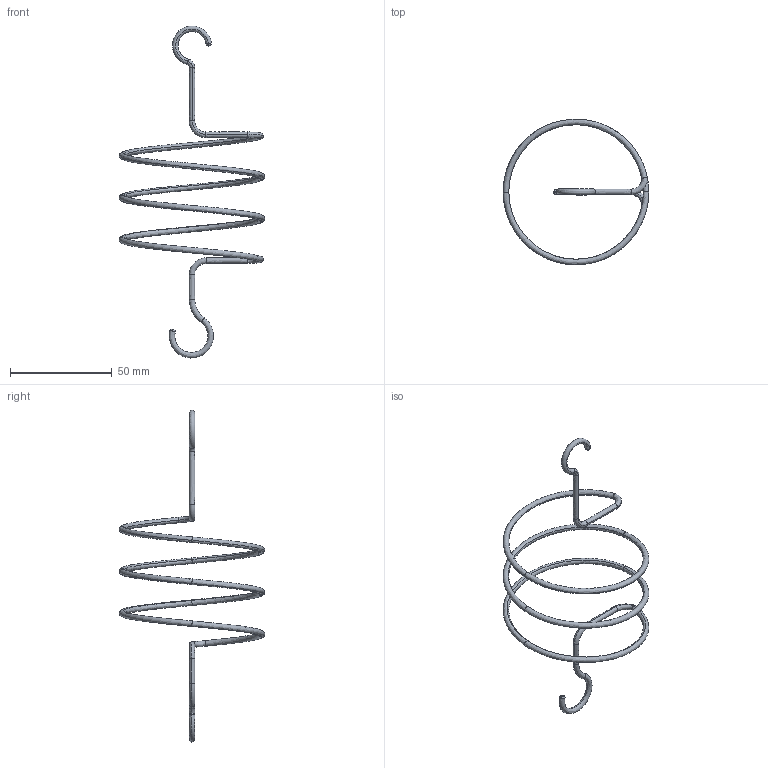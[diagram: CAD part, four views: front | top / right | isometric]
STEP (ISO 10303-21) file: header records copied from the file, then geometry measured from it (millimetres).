
FILE_DESCRIPTION(('FreeCAD Model'),'2;1');
FILE_NAME('Open CASCADE Shape Model','2025-05-29T07:24:57',('FreeCAD'),( 'FreeCAD'),'Open CASCADE STEP processor 7.6','FreeCAD','Unknown');
FILE_SCHEMA(('AUTOMOTIVE_DESIGN { 1 0 10303 214 1 1 1 1 }'));
Length unit declared in the file: millimetre
Products named in the file (1): Open CASCADE STEP translator 7.6 1
Bounding box: 71.59 x 71.57 x 163.35 mm (x, y, z)
Volume: 5084 mm3; surface area: 7394.1 mm2
Topology: 1 solids, 1 shells, 41 faces, 82 edges, 41 vertices
Faces by surface type: bspline 41
Entity records: 3254 total; most frequent: CARTESIAN_POINT 2786, ORIENTED_EDGE 160, EDGE_CURVE 80, B_SPLINE_CURVE_WITH_KNOTS 44, ADVANCED_FACE 41, FACE_BOUND 41, EDGE_LOOP 41, VERTEX_POINT 41
